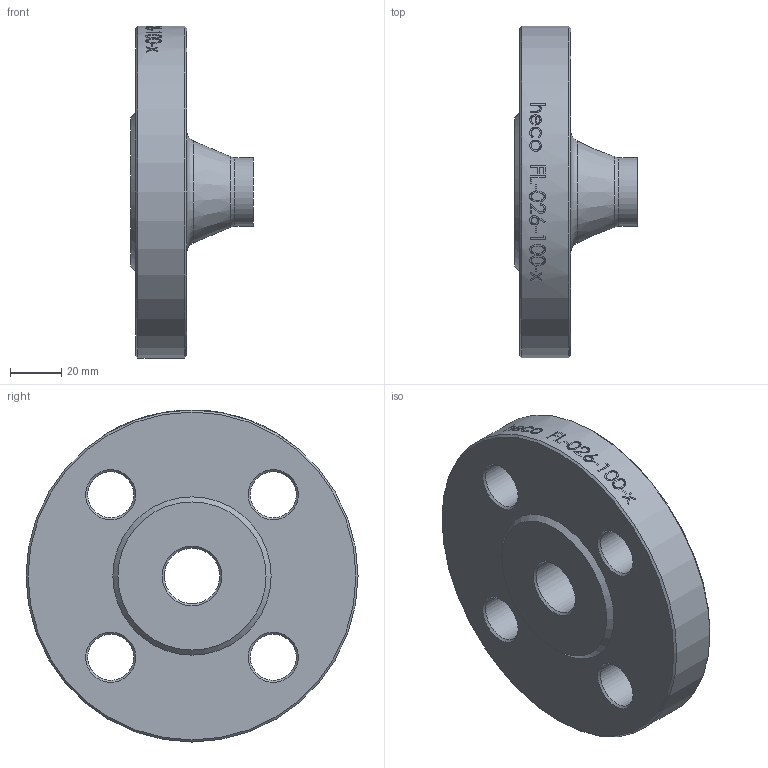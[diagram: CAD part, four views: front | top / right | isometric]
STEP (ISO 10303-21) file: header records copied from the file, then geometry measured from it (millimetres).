
FILE_DESCRIPTION (( 'STEP AP214' ), '1' );
FILE_NAME ('FL-026-100-x Vorschweissflansch EN1092 2103.STEP', '2021-03-01T09:26:13', ( '' ), ( '' ), 'SwSTEP 2.0', 'SolidWorks 2019', '' );
FILE_SCHEMA (( 'AUTOMOTIVE_DESIGN' ));
Length unit declared in the file: millimetre
Products named in the file (1): FL-026-100-x Vorschweissflansch EN1092 2103
Bounding box: 48 x 130 x 130 mm (x, y, z)
Volume: 253981.9 mm3; surface area: 41145.2 mm2
Topology: 1 solids, 1 shells, 48 faces, 206 edges, 183 vertices
Faces by surface type: cylinder 29, cone 13, plane 4, torus 2
Full cylindrical faces by diameter (mm): 18 x4, 21.7 x1, 26.9 x1, 130 x1
Entity records: 5333 total; most frequent: CARTESIAN_POINT 3572, ORIENTED_EDGE 350, DIRECTION 238, VERTEX_POINT 175, EDGE_CURVE 175, AXIS2_PLACEMENT_3D 108, EDGE_LOOP 104, B_SPLINE_CURVE_WITH_KNOTS 94
